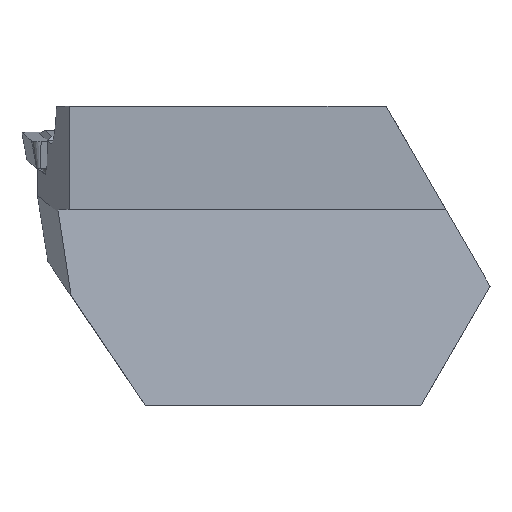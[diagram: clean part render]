
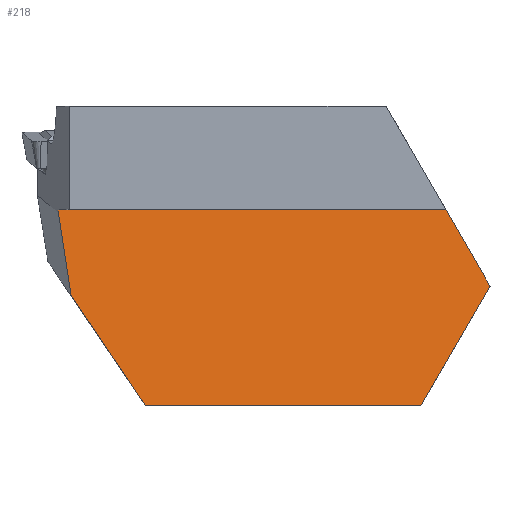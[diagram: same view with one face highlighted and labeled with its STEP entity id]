
A CAD part, top view. The second image highlights one B-rep face of the part: STEP entity #218.
In plain terms, the highlighted planar face has unit normal (0, 0.139, 0.99).
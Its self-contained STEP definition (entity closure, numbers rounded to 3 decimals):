
#218=ADVANCED_FACE('',(#328),#284,.T.);
#284=PLANE('',#1420);
#328=FACE_OUTER_BOUND('',#371,.T.);
#371=EDGE_LOOP('',(#514,#515,#516,#517,#518,#519,#520));
#514=ORIENTED_EDGE('',*,*,#966,.F.);
#515=ORIENTED_EDGE('',*,*,#976,.T.);
#516=ORIENTED_EDGE('',*,*,#977,.T.);
#517=ORIENTED_EDGE('',*,*,#978,.T.);
#518=ORIENTED_EDGE('',*,*,#979,.T.);
#519=ORIENTED_EDGE('',*,*,#950,.T.);
#520=ORIENTED_EDGE('',*,*,#960,.T.);
#817=VERTEX_POINT('',#1925);
#818=VERTEX_POINT('',#1927);
#826=VERTEX_POINT('',#1947);
#830=VERTEX_POINT('',#1957);
#836=VERTEX_POINT('',#1977);
#837=VERTEX_POINT('',#1979);
#838=VERTEX_POINT('',#1981);
#950=EDGE_CURVE('',#818,#817,#1120,.T.);
#960=EDGE_CURVE('',#817,#826,#1129,.T.);
#966=EDGE_CURVE('',#830,#826,#1135,.T.);
#976=EDGE_CURVE('',#830,#836,#1144,.T.);
#977=EDGE_CURVE('',#836,#837,#1145,.T.);
#978=EDGE_CURVE('',#837,#838,#1146,.T.);
#979=EDGE_CURVE('',#838,#818,#1147,.T.);
#1120=LINE('',#1926,#1246);
#1129=LINE('',#1946,#1255);
#1135=LINE('',#1958,#1261);
#1144=LINE('',#1976,#1270);
#1145=LINE('',#1978,#1271);
#1146=LINE('',#1980,#1272);
#1147=LINE('',#1982,#1273);
#1246=VECTOR('',#1556,1.);
#1255=VECTOR('',#1571,1.);
#1261=VECTOR('',#1579,1.);
#1270=VECTOR('',#1596,1.);
#1271=VECTOR('',#1597,1.);
#1272=VECTOR('',#1598,1.);
#1273=VECTOR('',#1599,1.);
#1420=AXIS2_PLACEMENT_3D('',#1983,#1600,#1601);
#1556=DIRECTION('',(0.015,-0.99,0.139));
#1571=DIRECTION('',(0.15,-0.979,0.138));
#1579=DIRECTION('',(-0.555,0.823,-0.116));
#1596=DIRECTION('',(1.,0.,0.));
#1597=DIRECTION('',(0.496,0.86,-0.121));
#1598=DIRECTION('',(-0.496,0.86,-0.121));
#1599=DIRECTION('',(-1.,0.,0.));
#1600=DIRECTION('',(0.,0.139,0.99));
#1601=DIRECTION('',(0.,-0.99,0.139));
#1925=CARTESIAN_POINT('',(-48.003,-7.533,0.047));
#1926=CARTESIAN_POINT('',(-48.003,-7.523,0.045));
#1927=CARTESIAN_POINT('',(-48.008,-7.2,0.));
#1946=CARTESIAN_POINT('',(-47.549,-10.49,0.462));
#1947=CARTESIAN_POINT('',(-46.526,-17.151,1.399));
#1957=CARTESIAN_POINT('',(-37.926,-29.9,3.19));
#1958=CARTESIAN_POINT('',(-44.745,-19.791,1.769));
#1976=CARTESIAN_POINT('',(-25.71,-29.9,3.19));
#1977=CARTESIAN_POINT('',(-6.037,-29.9,3.19));
#1978=CARTESIAN_POINT('',(-4.395,-27.055,2.79));
#1979=CARTESIAN_POINT('',(1.963,-16.044,1.243));
#1980=CARTESIAN_POINT('',(-8.702,2.429,-1.353));
#1981=CARTESIAN_POINT('',(-3.143,-7.2,0.));
#1982=CARTESIAN_POINT('',(-53.,-7.2,0.));
#1983=CARTESIAN_POINT('',(-25.71,-7.2,0.));
